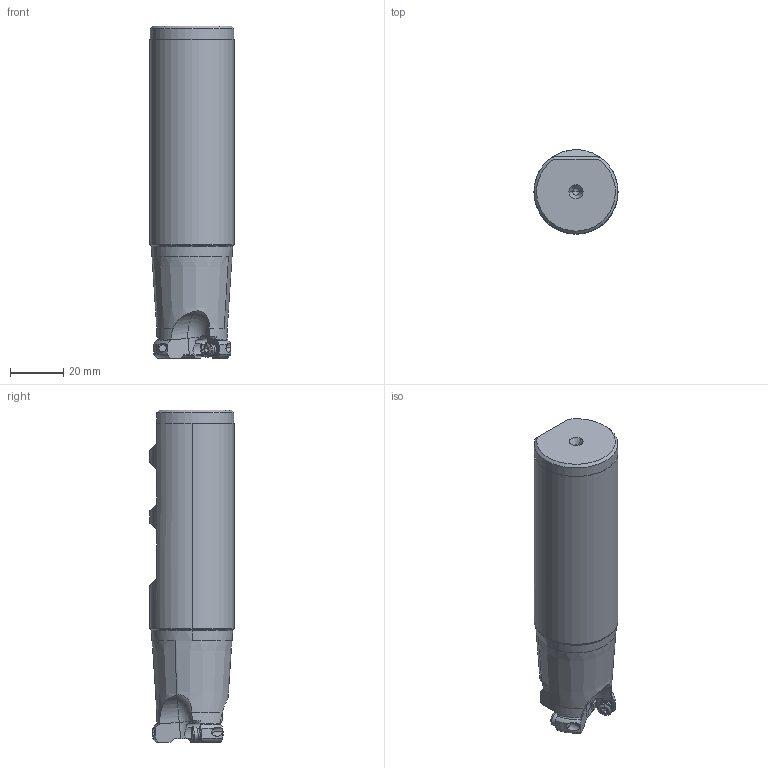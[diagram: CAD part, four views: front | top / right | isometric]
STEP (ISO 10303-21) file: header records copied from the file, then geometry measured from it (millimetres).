
FILE_DESCRIPTION((''),'2;1');
FILE_NAME('BRP4UNR203W20_ASM','2021-08-05T15:49:41',('tlyw01'),('PTC Japan'),'CREO PARAMETRIC BY PTC INC, 2018500','CREO PARAMETRIC BY PTC INC, 2018500','');
FILE_SCHEMA(('AUTOMOTIVE_DESIGN { 1 0 10303 214 1 1 1 1 }'));
Length unit declared in the file: millimetre
Products named in the file (5): BRP4UNR203W20_1; BRP4UNR203W20_2; BRP4UNR203W20_3; BRP4UNR203W20_4; BRP4UNR203W20_ASM
Assembly tree (4 placements, depth 2):
  BRP4UNR203W20_ASM
    BRP4UNR203W20_1
    BRP4UNR203W20_2
    BRP4UNR203W20_3
    BRP4UNR203W20_4
Bounding box: 31.75 x 31.75 x 125.28 mm (x, y, z)
Volume: 87124.6 mm3; surface area: 14037.3 mm2
Topology: 4 solids, 4 shells, 253 faces, 671 edges, 423 vertices
Faces by surface type: cylinder 109, plane 60, cone 37, torus 35, bspline 6, sphere 6
Entity records: 11729 total; most frequent: CARTESIAN_POINT 3300, ORIENTED_EDGE 1322, DIRECTION 1282, EDGE_CURVE 661, PRESENTATION_STYLE_ASSIGNMENT 554, STYLED_ITEM 554, AXIS2_PLACEMENT_3D 540, CURVE_STYLE 469
